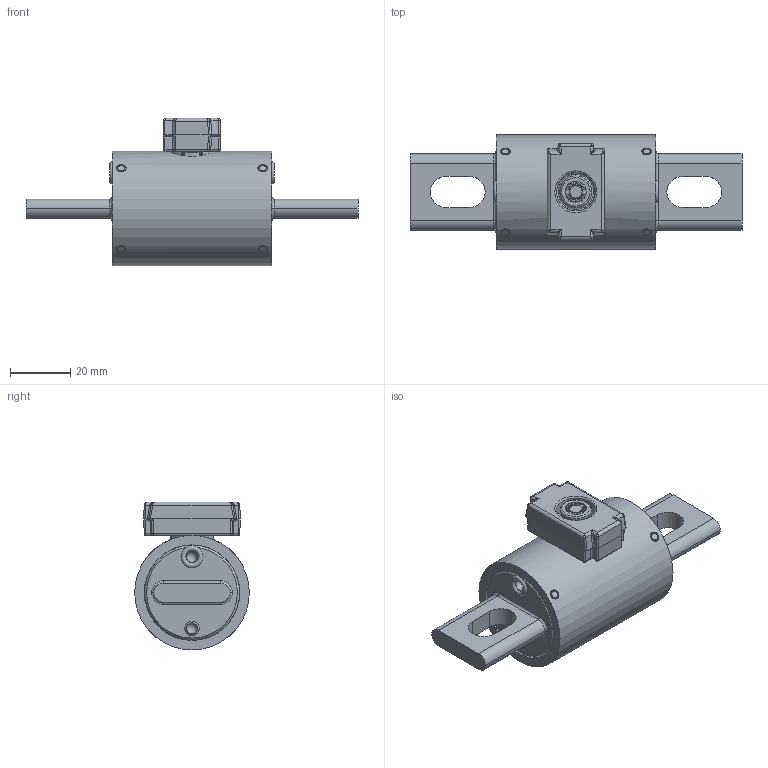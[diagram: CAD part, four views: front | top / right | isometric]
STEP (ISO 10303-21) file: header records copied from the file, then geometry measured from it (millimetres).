
FILE_DESCRIPTION (( 'STEP AP214' ), '1' );
FILE_NAME ('700862revA.STEP', '2019-03-01T15:40:17', ( '' ), ( '' ), 'SwSTEP 2.0', 'SolidWorks 2017', '' );
FILE_SCHEMA (( 'AUTOMOTIVE_DESIGN' ));
Length unit declared in the file: inch
Products named in the file (2): 700862revA
Bounding box: 110.31 x 38.1 x 49.15 mm (x, y, z)
Volume: 41159.5 mm3; surface area: 27887 mm2
Topology: 20 solids, 20 shells, 685 faces, 1640 edges, 941 vertices
Faces by surface type: plane 206, cylinder 194, bspline 120, torus 59, cone 58, sphere 48
Full cylindrical faces by diameter (mm): 2.5 x1, 3.175 x8, 3.202 x8, 3.708 x4, 4.089 x2, 4.5 x2, 4.648 x4, 4.762 x4, 4.877 x2, 5.4 x1, 7.599 x1, 15.799 x1, 31.674 x2, 31.75 x1, 38.1 x1
Entity records: 30921 total; most frequent: CARTESIAN_POINT 7814, ORIENTED_EDGE 2922, DIRECTION 2728, EDGE_CURVE 1461, AXIS2_PLACEMENT_3D 1115, VERTEX_POINT 911, EDGE_LOOP 820, FACE_OUTER_BOUND 741
